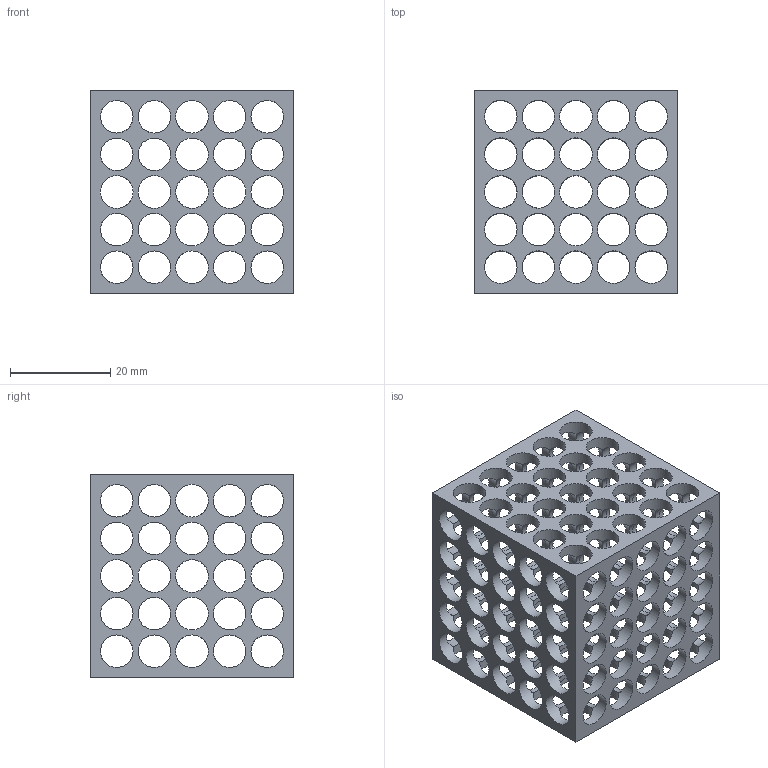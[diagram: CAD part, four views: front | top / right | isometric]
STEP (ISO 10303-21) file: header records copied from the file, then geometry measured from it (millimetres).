
FILE_DESCRIPTION(/* description */ (''),/* implementation_level */ '2;1');
FILE_NAME(/* name */ 'Parametric Swiss Cube v1.step',/* time_stamp */ '2024-04-14T14:59:39-04:00',/* author */ (''),/* organization */ (''),/* preprocessor_version */ 'ST-DEVELOPER v20',/* originating_system */ 'Autodesk Translation Framework v12.20.1.177',/* authorisation */ '');
FILE_SCHEMA (('AUTOMOTIVE_DESIGN { 1 0 10303 214 3 1 1 }'));
Length unit declared in the file: millimetre
Products named in the file (1): Parametric Swiss Cube
Bounding box: 40.5 x 40.5 x 40.5 mm (x, y, z)
Volume: 14183.8 mm3; surface area: 22078 mm2
Topology: 1 solids, 1 shells, 456 faces, 2862 edges, 1908 vertices
Faces by surface type: cylinder 450, plane 6
Full cylindrical faces by diameter (mm): 6.5 x450
Entity records: 30246 total; most frequent: DIRECTION 6176, ORIENTED_EDGE 5724, CARTESIAN_POINT 5227, EDGE_CURVE 2862, AXIS2_PLACEMENT_3D 2857, ELLIPSE 2250, VERTEX_POINT 1908, EDGE_LOOP 606
